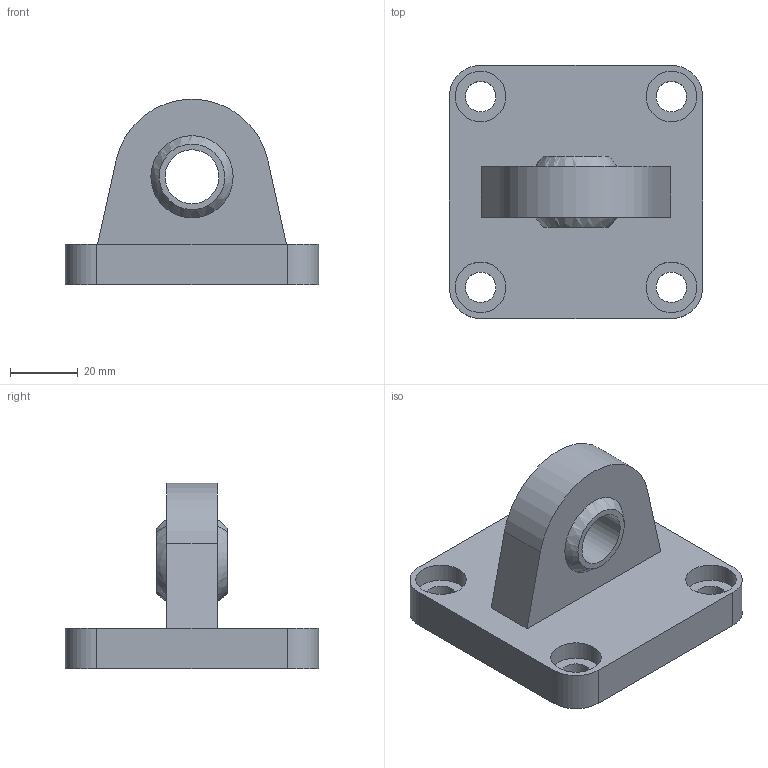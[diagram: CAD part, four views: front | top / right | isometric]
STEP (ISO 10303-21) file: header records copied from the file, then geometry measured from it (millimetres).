
FILE_DESCRIPTION((''),'2;1');
FILE_NAME('1320_63_25F.stp','2006-07-12T11:41:14',('rivolro1'),(''),'Autodesk Inventor 11','Autodesk Inventor 11','');
FILE_SCHEMA(('AUTOMOTIVE_DESIGN { 1 0 10303 214 1 1 1 1 }'));
Length unit declared in the file: millimetre
Products named in the file (3): 1320_63_25F; 1320_63_25F(A); 1320_63_25F(B)
Assembly tree (2 placements, depth 2):
  1320_63_25F
    1320_63_25F(A)
    1320_63_25F(B)
Bounding box: 75 x 75 x 55 mm (x, y, z)
Volume: 79175.8 mm3; surface area: 24619.2 mm2
Topology: 2 solids, 2 shells, 34 faces, 76 edges, 52 vertices
Faces by surface type: bspline 14, plane 12, cylinder 6, sphere 2
Full cylindrical faces by diameter (mm): 16 x1
Entity records: 1094 total; most frequent: CARTESIAN_POINT 315, DIRECTION 144, ORIENTED_EDGE 120, EDGE_LOOP 64, EDGE_CURVE 60, AXIS2_PLACEMENT_3D 59, VERTEX_POINT 48, CIRCLE 34
